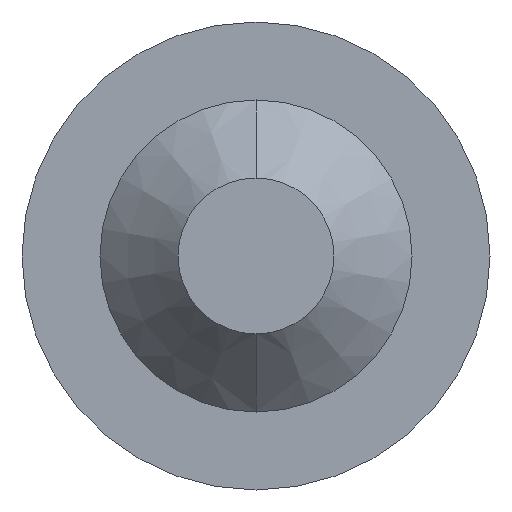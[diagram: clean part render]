
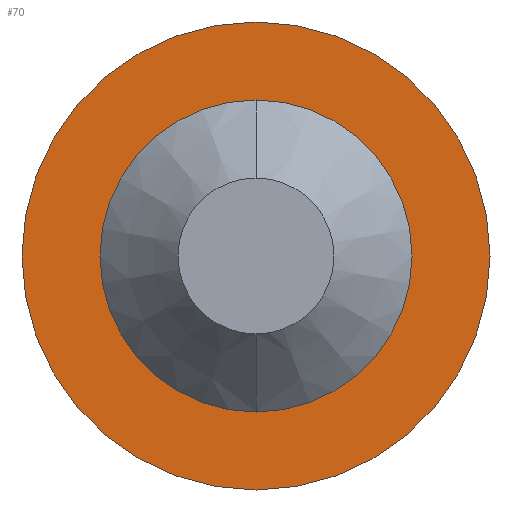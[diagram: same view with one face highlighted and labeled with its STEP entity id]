
A CAD part, front view. The second image highlights one B-rep face of the part: STEP entity #70.
In plain terms, the highlighted planar face has unit normal (0, -1, 0).
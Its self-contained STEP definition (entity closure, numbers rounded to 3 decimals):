
#1 = CARTESIAN_POINT ( 'NONE',  ( 0., 0., -1. ) ) ;
#13 = AXIS2_PLACEMENT_3D ( 'NONE', #216, #602, #540 ) ;
#35 = AXIS2_PLACEMENT_3D ( 'NONE', #177, #342, #330 ) ;
#48 = EDGE_CURVE ( 'NONE', #471, #172, #454, .T. ) ;
#56 = DIRECTION ( 'NONE',  ( 0., 0., -1. ) ) ;
#70 = ADVANCED_FACE ( 'NONE', ( #338, #584 ), #222, .T. ) ;
#72 = CIRCLE ( 'NONE', #551, 1.5 ) ;
#75 = ORIENTED_EDGE ( 'NONE', *, *, #48, .T. ) ;
#114 = VERTEX_POINT ( 'NONE', #121 ) ;
#121 = CARTESIAN_POINT ( 'NONE',  ( 0., 0., 1.5 ) ) ;
#135 = ORIENTED_EDGE ( 'NONE', *, *, #431, .T. ) ;
#151 = DIRECTION ( 'NONE',  ( 0., -1., 0. ) ) ;
#170 = DIRECTION ( 'NONE',  ( 0., 0., -1. ) ) ;
#172 = VERTEX_POINT ( 'NONE', #620 ) ;
#174 = AXIS2_PLACEMENT_3D ( 'NONE', #225, #446, #170 ) ;
#177 = CARTESIAN_POINT ( 'NONE',  ( 0., 0., 0. ) ) ;
#187 = CIRCLE ( 'NONE', #333, 1.5 ) ;
#192 = VERTEX_POINT ( 'NONE', #288 ) ;
#214 = DIRECTION ( 'NONE',  ( 0., 0., -1. ) ) ;
#216 = CARTESIAN_POINT ( 'NONE',  ( 0., 0., 0. ) ) ;
#222 = PLANE ( 'NONE',  #174 ) ;
#225 = CARTESIAN_POINT ( 'NONE',  ( 0., 0., 0. ) ) ;
#288 = CARTESIAN_POINT ( 'NONE',  ( 0., 0., -1.5 ) ) ;
#304 = CARTESIAN_POINT ( 'NONE',  ( 0., 0., 0. ) ) ;
#330 = DIRECTION ( 'NONE',  ( 0., 0., 1. ) ) ;
#333 = AXIS2_PLACEMENT_3D ( 'NONE', #304, #151, #214 ) ;
#338 = FACE_BOUND ( 'NONE', #610, .T. ) ;
#342 = DIRECTION ( 'NONE',  ( 0., 1., 0. ) ) ;
#374 = DIRECTION ( 'NONE',  ( 0., -1., 0. ) ) ;
#375 = ORIENTED_EDGE ( 'NONE', *, *, #460, .T. ) ;
#399 = EDGE_LOOP ( 'NONE', ( #135, #375 ) ) ;
#431 = EDGE_CURVE ( 'NONE', #192, #114, #72, .T. ) ;
#446 = DIRECTION ( 'NONE',  ( 0., -1., 0. ) ) ;
#454 = CIRCLE ( 'NONE', #35, 1. ) ;
#460 = EDGE_CURVE ( 'NONE', #114, #192, #187, .T. ) ;
#471 = VERTEX_POINT ( 'NONE', #1 ) ;
#508 = CIRCLE ( 'NONE', #13, 1. ) ;
#515 = EDGE_CURVE ( 'NONE', #172, #471, #508, .T. ) ;
#532 = CARTESIAN_POINT ( 'NONE',  ( 0., 0., 0. ) ) ;
#540 = DIRECTION ( 'NONE',  ( 0., 0., 1. ) ) ;
#551 = AXIS2_PLACEMENT_3D ( 'NONE', #532, #374, #56 ) ;
#584 = FACE_OUTER_BOUND ( 'NONE', #399, .T. ) ;
#602 = DIRECTION ( 'NONE',  ( 0., 1., 0. ) ) ;
#610 = EDGE_LOOP ( 'NONE', ( #668, #75 ) ) ;
#620 = CARTESIAN_POINT ( 'NONE',  ( 0., 0., 1. ) ) ;
#668 = ORIENTED_EDGE ( 'NONE', *, *, #515, .T. ) ;
